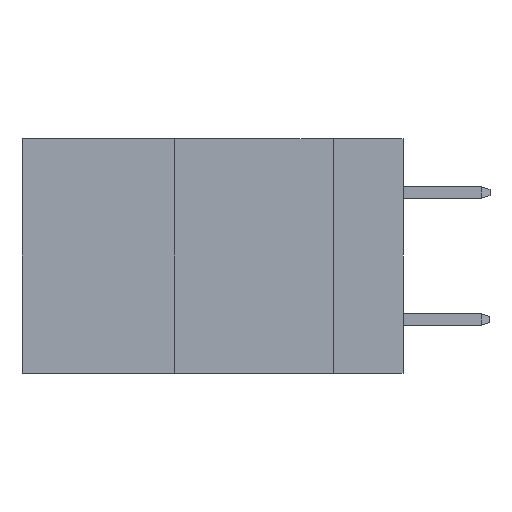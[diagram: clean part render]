
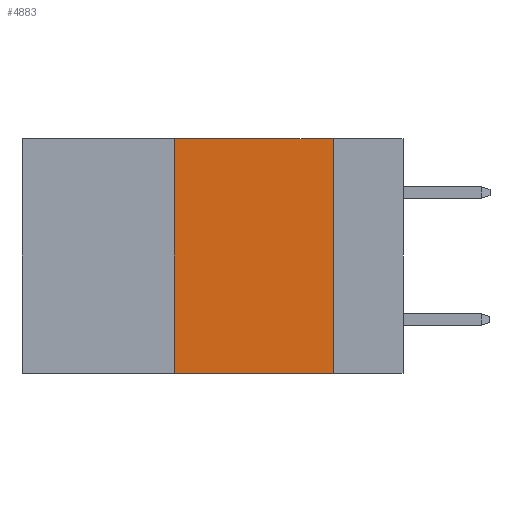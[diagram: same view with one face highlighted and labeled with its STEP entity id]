
A CAD part, left-side view. The second image highlights one B-rep face of the part: STEP entity #4883.
In plain terms, the highlighted planar face has unit normal (-1, 0, 0).
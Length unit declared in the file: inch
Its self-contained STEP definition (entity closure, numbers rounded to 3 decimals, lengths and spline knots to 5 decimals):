
#526 = VERTEX_POINT ( 'NONE', #10499 ) ;
#630 = VECTOR ( 'NONE', #6867, 39.37008 ) ;
#647 = EDGE_CURVE ( 'NONE', #526, #5517, #9812, .T. ) ;
#1145 = CARTESIAN_POINT ( 'NONE',  ( 0., 0.36, -0.37 ) ) ;
#1945 = VECTOR ( 'NONE', #4040, 39.37008 ) ;
#2102 = LINE ( 'NONE', #10599, #630 ) ;
#2308 = EDGE_CURVE ( 'NONE', #5517, #5747, #7739, .T. ) ;
#2567 = VECTOR ( 'NONE', #10795, 39.37008 ) ;
#2675 = VERTEX_POINT ( 'NONE', #1145 ) ;
#2818 = PLANE ( 'NONE',  #6569 ) ;
#2886 = DIRECTION ( 'NONE',  ( 0., 0., 1. ) ) ;
#3223 = CARTESIAN_POINT ( 'NONE',  ( 0., 0.6, 0. ) ) ;
#3712 = ORIENTED_EDGE ( 'NONE', *, *, #8911, .F. ) ;
#3917 = DIRECTION ( 'NONE',  ( 1., 0., 0. ) ) ;
#3932 = CARTESIAN_POINT ( 'NONE',  ( 0., 0.11, 0. ) ) ;
#4040 = DIRECTION ( 'NONE',  ( 0., 0., -1. ) ) ;
#4514 = EDGE_CURVE ( 'NONE', #2675, #5747, #2102, .T. ) ;
#4848 = CARTESIAN_POINT ( 'NONE',  ( 0., 0.6, 0. ) ) ;
#4883 = ADVANCED_FACE ( 'NONE', ( #7539 ), #2818, .F. ) ;
#5517 = VERTEX_POINT ( 'NONE', #12044 ) ;
#5747 = VERTEX_POINT ( 'NONE', #7491 ) ;
#6569 = AXIS2_PLACEMENT_3D ( 'NONE', #4848, #3917, #11728 ) ;
#6651 = ORIENTED_EDGE ( 'NONE', *, *, #4514, .T. ) ;
#6867 = DIRECTION ( 'NONE',  ( 0., -1., 0. ) ) ;
#7197 = ORIENTED_EDGE ( 'NONE', *, *, #2308, .F. ) ;
#7491 = CARTESIAN_POINT ( 'NONE',  ( 0., 0.11, -0.37 ) ) ;
#7493 = LINE ( 'NONE', #10582, #11437 ) ;
#7539 = FACE_OUTER_BOUND ( 'NONE', #7556, .T. ) ;
#7556 = EDGE_LOOP ( 'NONE', ( #7197, #10462, #3712, #6651 ) ) ;
#7739 = LINE ( 'NONE', #3932, #1945 ) ;
#8911 = EDGE_CURVE ( 'NONE', #2675, #526, #7493, .T. ) ;
#9812 = LINE ( 'NONE', #3223, #2567 ) ;
#10462 = ORIENTED_EDGE ( 'NONE', *, *, #647, .F. ) ;
#10499 = CARTESIAN_POINT ( 'NONE',  ( 0., 0.36, 0. ) ) ;
#10582 = CARTESIAN_POINT ( 'NONE',  ( 0., 0.36, 0. ) ) ;
#10599 = CARTESIAN_POINT ( 'NONE',  ( 0., 0.6, -0.37 ) ) ;
#10795 = DIRECTION ( 'NONE',  ( 0., -1., 0. ) ) ;
#11437 = VECTOR ( 'NONE', #2886, 39.37008 ) ;
#11728 = DIRECTION ( 'NONE',  ( 0., 0., -1. ) ) ;
#12044 = CARTESIAN_POINT ( 'NONE',  ( 0., 0.11, 0. ) ) ;
